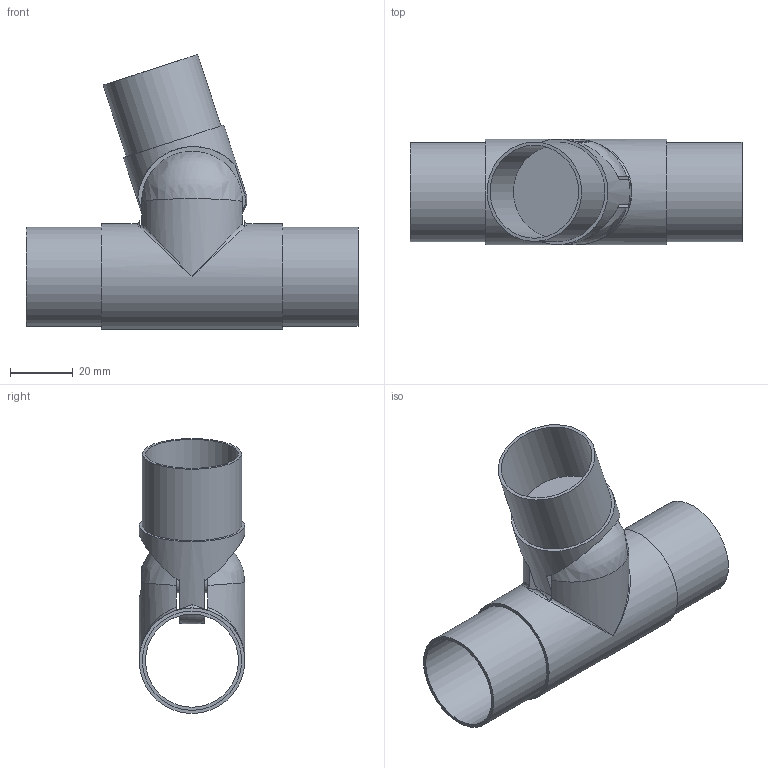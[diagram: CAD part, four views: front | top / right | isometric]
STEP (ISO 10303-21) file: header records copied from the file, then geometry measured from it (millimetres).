
FILE_DESCRIPTION(/* description */ (''),/* implementation_level */ '2;1');
FILE_NAME(/* name */ 'Stecksysteme_X49.stp',/* time_stamp */ '2017-07-25T10:43:31+02:00',/* author */ (''),/* organization */ (''),/* preprocessor_version */ 'ST-DEVELOPER v16',/* originating_system */ 'SIEMENS PLM Software NX 11.0',/* authorisation */ '');
FILE_SCHEMA (('AUTOMOTIVE_DESIGN { 1 0 10303 214 3 1 1 1 }'));
Length unit declared in the file: millimetre
Products named in the file (1): Goge113816A0n1d4
Bounding box: 106 x 33.7 x 87.79 mm (x, y, z)
Volume: 40766.3 mm3; surface area: 32996.8 mm2
Topology: 2 solids, 2 shells, 51 faces, 127 edges, 81 vertices
Faces by surface type: plane 28, cylinder 16, bspline 4, torus 2, cone 1
Full cylindrical faces by diameter (mm): 6.859 x1, 10.11 x1, 10.114 x1, 29.7 x2, 31.7 x3, 33.7 x2
Entity records: 2523 total; most frequent: CARTESIAN_POINT 1364, DIRECTION 220, ORIENTED_EDGE 218, EDGE_CURVE 109, AXIS2_PLACEMENT_3D 85, VERTEX_POINT 78, EDGE_LOOP 73, ADVANCED_FACE 51
